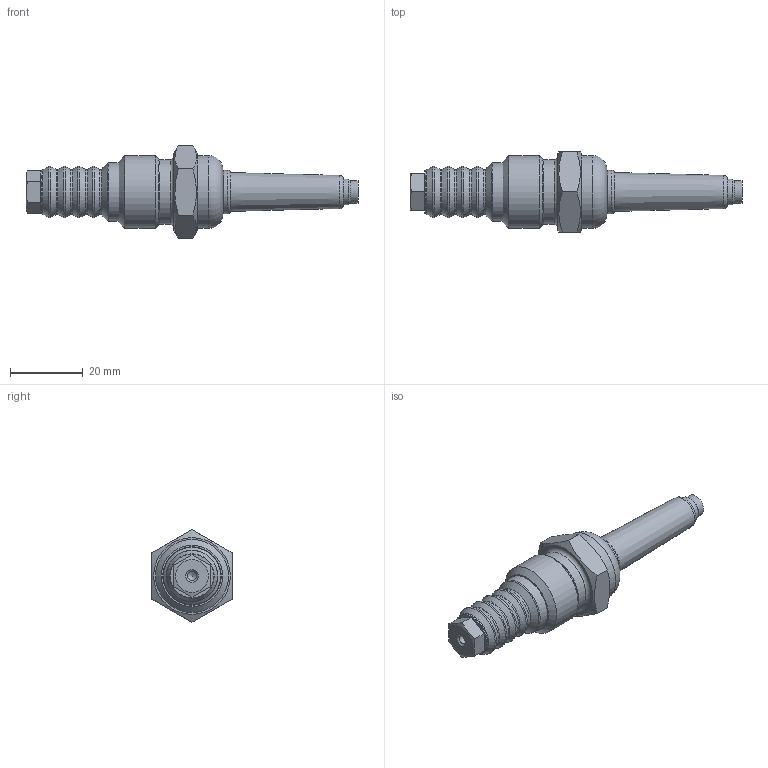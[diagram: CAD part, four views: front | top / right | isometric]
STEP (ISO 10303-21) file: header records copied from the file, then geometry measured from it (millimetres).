
FILE_DESCRIPTION(('STEP AP203'), '1');
FILE_NAME('ﾊﾓﾂﾔ.407521.001-07.ﾌ', '', ('UNSPECIFIED'), ('UNSPECIFIED'), 'ASCON STEP Converter 1.6', 'ASCON Math Kernel', '');
FILE_SCHEMA(('CONFIG_CONTROL_DESIGN'));
Length unit declared in the file: millimetre
Products named in the file (12): КУВФ.407521.001-07.М20х1,5ЭСБ; КУВФ.713751.430.2877; КУВФ.301121.410.6547; КУВФ. 758291.430.2895; КУВФ.731123.420.1767; КУВФ.714757.430.2892; КУВФ.714271.420.1756; Шайба DIN 125 M4 A2; КУВФ.754521.440.204
Assembly tree (14 placements, depth 3):
  КУВФ.407521.001-07.М20х1,5ЭСБ
    КУВФ.713751.430.2877
    КУВФ.301121.410.6547
      КУВФ. 758291.430.2895
      КУВФ.731123.420.1767
    КУВФ.714757.430.2892
    КУВФ.714271.420.1756
    Шайба DIN 125 M4 A2  x3
    КУВФ.754521.440.204
    (unnamed)  x2
    (unnamed)
    (unnamed)
Bounding box: 91 x 22 x 25.4 mm (x, y, z)
Volume: 14324.1 mm3; surface area: 11383.2 mm2
Topology: 13 solids, 13 shells, 169 faces, 339 edges, 206 vertices
Faces by surface type: plane 62, cone 39, torus 34, cylinder 34
Full cylindrical faces by diameter (mm): 2.459 x1, 3.242 x3, 4 x4, 5 x4, 6.1 x1, 6.8 x1, 7 x4, 7.1 x1, 7.6 x1, 8 x3, 9 x1, 9.8 x1, 10.5 x3, 12 x2, 16 x1, 17.8 x1, 20 x2
Entity records: 5510 total; most frequent: CARTESIAN_POINT 1920, DIRECTION 624, ORIENTED_EDGE 394, AXIS2_PLACEMENT_3D 297, EDGE_LOOP 270, EDGE_CURVE 197, VERTEX_POINT 175, FACE_OUTER_BOUND 169
